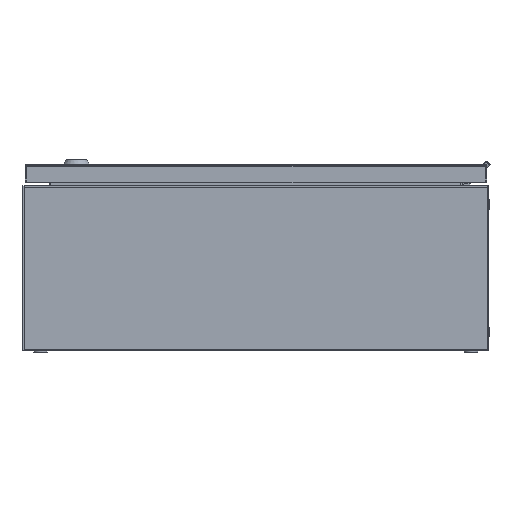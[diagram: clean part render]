
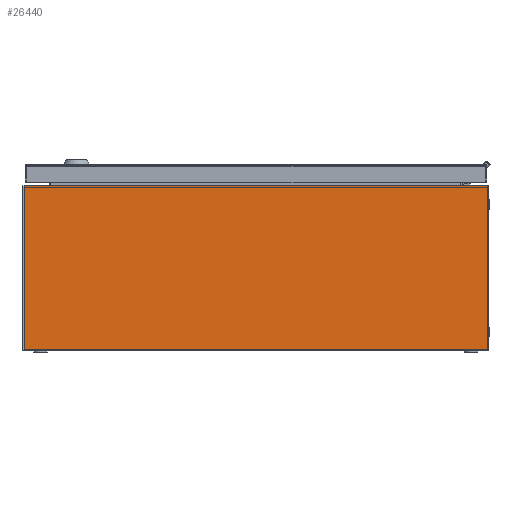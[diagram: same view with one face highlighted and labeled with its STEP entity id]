
A CAD part, front view. The second image highlights one B-rep face of the part: STEP entity #26440.
In plain terms, the highlighted planar face has unit normal (0, -1, 0).
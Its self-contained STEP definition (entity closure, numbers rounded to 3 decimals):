
#4868 = DIRECTION ( 'NONE',  ( 1., 0., 0. ) ) ;
#5155 = CARTESIAN_POINT ( 'NONE',  ( 400., -200., 177. ) ) ;
#7655 = ORIENTED_EDGE ( 'NONE', *, *, #38371, .T. ) ;
#8808 = VERTEX_POINT ( 'NONE', #57898 ) ;
#10848 = VECTOR ( 'NONE', #54172, 1000. ) ;
#11817 = VERTEX_POINT ( 'NONE', #54715 ) ;
#12008 = VECTOR ( 'NONE', #4868, 1000. ) ;
#12230 = FACE_OUTER_BOUND ( 'NONE', #28168, .T. ) ;
#12467 = VECTOR ( 'NONE', #51001, 1000. ) ;
#12710 = LINE ( 'NONE', #40226, #20167 ) ;
#17067 = PLANE ( 'NONE',  #39110 ) ;
#17321 = LINE ( 'NONE', #35755, #10848 ) ;
#17858 = ORIENTED_EDGE ( 'NONE', *, *, #50971, .T. ) ;
#20167 = VECTOR ( 'NONE', #35698, 1000. ) ;
#24100 = VERTEX_POINT ( 'NONE', #25763 ) ;
#24362 = EDGE_CURVE ( 'NONE', #8808, #11817, #28147, .T. ) ;
#25763 = CARTESIAN_POINT ( 'NONE',  ( 398.4, -200., 1.6 ) ) ;
#26440 = ADVANCED_FACE ( 'NONE', ( #12230 ), #17067, .F. ) ;
#26614 = VERTEX_POINT ( 'NONE', #41821 ) ;
#28147 = LINE ( 'NONE', #5155, #12008 ) ;
#28168 = EDGE_LOOP ( 'NONE', ( #52541, #17858, #7655, #46295 ) ) ;
#30393 = DIRECTION ( 'NONE',  ( 0., 1., 0. ) ) ;
#33691 = EDGE_CURVE ( 'NONE', #26614, #8808, #42529, .T. ) ;
#35698 = DIRECTION ( 'NONE',  ( 0., 0., 1. ) ) ;
#35755 = CARTESIAN_POINT ( 'NONE',  ( -98.5, -200., 1.6 ) ) ;
#38371 = EDGE_CURVE ( 'NONE', #24100, #11817, #12710, .T. ) ;
#39110 = AXIS2_PLACEMENT_3D ( 'NONE', #40923, #30393, #58195 ) ;
#40226 = CARTESIAN_POINT ( 'NONE',  ( 398.4, -200., -39.948 ) ) ;
#40923 = CARTESIAN_POINT ( 'NONE',  ( 400., -200., 177. ) ) ;
#41821 = CARTESIAN_POINT ( 'NONE',  ( -98.4, -200., 1.6 ) ) ;
#42529 = LINE ( 'NONE', #50699, #12467 ) ;
#46295 = ORIENTED_EDGE ( 'NONE', *, *, #24362, .F. ) ;
#50699 = CARTESIAN_POINT ( 'NONE',  ( -98.4, -200., -39.948 ) ) ;
#50971 = EDGE_CURVE ( 'NONE', #26614, #24100, #17321, .T. ) ;
#51001 = DIRECTION ( 'NONE',  ( 0., 0., 1. ) ) ;
#52541 = ORIENTED_EDGE ( 'NONE', *, *, #33691, .F. ) ;
#54172 = DIRECTION ( 'NONE',  ( 1., 0., 0. ) ) ;
#54715 = CARTESIAN_POINT ( 'NONE',  ( 398.4, -200., 177. ) ) ;
#57898 = CARTESIAN_POINT ( 'NONE',  ( -98.4, -200., 177. ) ) ;
#58195 = DIRECTION ( 'NONE',  ( -1., 0., 0. ) ) ;
